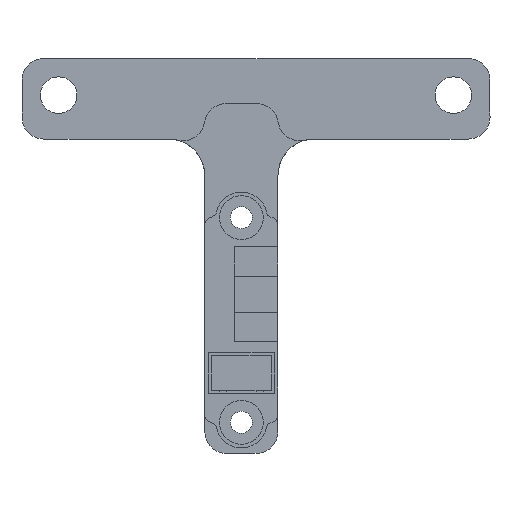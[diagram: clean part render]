
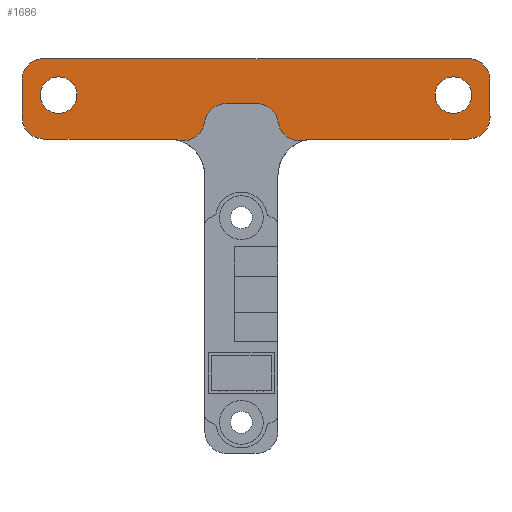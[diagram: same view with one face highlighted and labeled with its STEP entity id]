
A CAD part, left-side view. The second image highlights one B-rep face of the part: STEP entity #1686.
In plain terms, the highlighted planar face has unit normal (-1, 0, 0).
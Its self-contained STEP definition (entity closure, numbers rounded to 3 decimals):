
#33=FACE_BOUND('',#281,.T.);
#34=FACE_BOUND('',#282,.T.);
#75=PLANE('',#1867);
#174=FACE_OUTER_BOUND('',#280,.T.);
#280=EDGE_LOOP('',(#1496,#1497,#1498,#1499,#1500,#1501,#1502,#1503,#1504,
#1505,#1506,#1507,#1508,#1509,#1510,#1511));
#281=EDGE_LOOP('',(#1512));
#282=EDGE_LOOP('',(#1513));
#429=LINE('',#2818,#583);
#433=LINE('',#2835,#587);
#434=LINE('',#2839,#588);
#435=LINE('',#2843,#589);
#436=LINE('',#2847,#590);
#437=LINE('',#2851,#591);
#583=VECTOR('',#2316,10.);
#587=VECTOR('',#2336,10.);
#588=VECTOR('',#2339,10.);
#589=VECTOR('',#2342,10.);
#590=VECTOR('',#2345,10.);
#591=VECTOR('',#2348,10.);
#678=CIRCLE('',#1859,3.);
#679=CIRCLE('',#1862,3.);
#680=CIRCLE('',#1864,3.);
#681=CIRCLE('',#1866,3.);
#682=CIRCLE('',#1868,5.);
#683=CIRCLE('',#1869,3.);
#684=CIRCLE('',#1870,3.);
#685=CIRCLE('',#1871,3.);
#686=CIRCLE('',#1872,3.);
#687=CIRCLE('',#1873,5.);
#688=CIRCLE('',#1874,2.5);
#689=CIRCLE('',#1875,2.5);
#832=VERTEX_POINT('',#2810);
#833=VERTEX_POINT('',#2811);
#834=VERTEX_POINT('',#2816);
#835=VERTEX_POINT('',#2820);
#836=VERTEX_POINT('',#2824);
#837=VERTEX_POINT('',#2828);
#838=VERTEX_POINT('',#2832);
#839=VERTEX_POINT('',#2834);
#840=VERTEX_POINT('',#2836);
#841=VERTEX_POINT('',#2838);
#842=VERTEX_POINT('',#2840);
#843=VERTEX_POINT('',#2842);
#844=VERTEX_POINT('',#2844);
#845=VERTEX_POINT('',#2846);
#846=VERTEX_POINT('',#2848);
#847=VERTEX_POINT('',#2850);
#848=VERTEX_POINT('',#2853);
#849=VERTEX_POINT('',#2855);
#1054=EDGE_CURVE('',#832,#833,#678,.F.);
#1058=EDGE_CURVE('',#833,#834,#429,.T.);
#1059=EDGE_CURVE('',#832,#835,#679,.T.);
#1062=EDGE_CURVE('',#834,#836,#680,.F.);
#1064=EDGE_CURVE('',#837,#836,#681,.T.);
#1065=EDGE_CURVE('',#838,#837,#682,.T.);
#1066=EDGE_CURVE('',#838,#839,#433,.T.);
#1067=EDGE_CURVE('',#840,#839,#683,.T.);
#1068=EDGE_CURVE('',#841,#840,#434,.T.);
#1069=EDGE_CURVE('',#842,#841,#684,.T.);
#1070=EDGE_CURVE('',#843,#842,#435,.T.);
#1071=EDGE_CURVE('',#844,#843,#685,.T.);
#1072=EDGE_CURVE('',#845,#844,#436,.T.);
#1073=EDGE_CURVE('',#846,#845,#686,.T.);
#1074=EDGE_CURVE('',#846,#847,#437,.T.);
#1075=EDGE_CURVE('',#835,#847,#687,.T.);
#1076=EDGE_CURVE('',#848,#848,#688,.T.);
#1077=EDGE_CURVE('',#849,#849,#689,.T.);
#1496=ORIENTED_EDGE('',*,*,#1064,.F.);
#1497=ORIENTED_EDGE('',*,*,#1065,.F.);
#1498=ORIENTED_EDGE('',*,*,#1066,.T.);
#1499=ORIENTED_EDGE('',*,*,#1067,.F.);
#1500=ORIENTED_EDGE('',*,*,#1068,.F.);
#1501=ORIENTED_EDGE('',*,*,#1069,.F.);
#1502=ORIENTED_EDGE('',*,*,#1070,.F.);
#1503=ORIENTED_EDGE('',*,*,#1071,.F.);
#1504=ORIENTED_EDGE('',*,*,#1072,.F.);
#1505=ORIENTED_EDGE('',*,*,#1073,.F.);
#1506=ORIENTED_EDGE('',*,*,#1074,.T.);
#1507=ORIENTED_EDGE('',*,*,#1075,.F.);
#1508=ORIENTED_EDGE('',*,*,#1059,.F.);
#1509=ORIENTED_EDGE('',*,*,#1054,.T.);
#1510=ORIENTED_EDGE('',*,*,#1058,.T.);
#1511=ORIENTED_EDGE('',*,*,#1062,.T.);
#1512=ORIENTED_EDGE('',*,*,#1076,.T.);
#1513=ORIENTED_EDGE('',*,*,#1077,.T.);
#1686=ADVANCED_FACE('',(#174,#33,#34),#75,.F.);
#1859=AXIS2_PLACEMENT_3D('',#2812,#2309,#2310);
#1862=AXIS2_PLACEMENT_3D('',#2821,#2319,#2320);
#1864=AXIS2_PLACEMENT_3D('',#2826,#2325,#2326);
#1866=AXIS2_PLACEMENT_3D('',#2830,#2330,#2331);
#1867=AXIS2_PLACEMENT_3D('',#2831,#2332,#2333);
#1868=AXIS2_PLACEMENT_3D('',#2833,#2334,#2335);
#1869=AXIS2_PLACEMENT_3D('',#2837,#2337,#2338);
#1870=AXIS2_PLACEMENT_3D('',#2841,#2340,#2341);
#1871=AXIS2_PLACEMENT_3D('',#2845,#2343,#2344);
#1872=AXIS2_PLACEMENT_3D('',#2849,#2346,#2347);
#1873=AXIS2_PLACEMENT_3D('',#2852,#2349,#2350);
#1874=AXIS2_PLACEMENT_3D('',#2854,#2351,#2352);
#1875=AXIS2_PLACEMENT_3D('',#2856,#2353,#2354);
#2309=DIRECTION('center_axis',(-1.,0.,0.));
#2310=DIRECTION('ref_axis',(0.,0.,-1.));
#2316=DIRECTION('',(0.,-1.,0.));
#2319=DIRECTION('center_axis',(1.,0.,0.));
#2320=DIRECTION('ref_axis',(0.,-0.612,-0.791));
#2325=DIRECTION('center_axis',(-1.,0.,0.));
#2326=DIRECTION('ref_axis',(0.,0.,-1.));
#2330=DIRECTION('center_axis',(1.,0.,0.));
#2331=DIRECTION('ref_axis',(0.,0.612,-0.791));
#2332=DIRECTION('center_axis',(1.,0.,0.));
#2333=DIRECTION('ref_axis',(0.,0.,
1.));
#2334=DIRECTION('center_axis',(-1.,0.,0.));
#2335=DIRECTION('ref_axis',(0.,0.707,0.707));
#2336=DIRECTION('',(0.,-1.,0.));
#2337=DIRECTION('center_axis',(1.,0.,0.));
#2338=DIRECTION('ref_axis',(0.,-0.707,-0.707));
#2339=DIRECTION('',(0.,0.,-1.));
#2340=DIRECTION('center_axis',(1.,0.,0.));
#2341=DIRECTION('ref_axis',(0.,-0.707,0.707));
#2342=DIRECTION('',(0.,-1.,0.));
#2343=DIRECTION('center_axis',(1.,0.,0.));
#2344=DIRECTION('ref_axis',(0.,0.707,0.707));
#2345=DIRECTION('',(0.,0.,1.));
#2346=DIRECTION('center_axis',(1.,0.,0.));
#2347=DIRECTION('ref_axis',(0.,0.707,-0.707));
#2348=DIRECTION('',(0.,-1.,0.));
#2349=DIRECTION('center_axis',(-1.,0.,0.));
#2350=DIRECTION('ref_axis',(0.,-0.707,0.707));
#2351=DIRECTION('center_axis',(1.,0.,0.));
#2352=DIRECTION('ref_axis',(0.,0.,
1.));
#2353=DIRECTION('center_axis',(1.,0.,0.));
#2354=DIRECTION('ref_axis',(0.,0.,
1.));
#2810=CARTESIAN_POINT('',(39.839,7.167,4.521));
#2811=CARTESIAN_POINT('',(39.839,4.201,7.068));
#2812=CARTESIAN_POINT('Origin',(39.839,4.201,4.068));
#2816=CARTESIAN_POINT('',(39.839,0.063,7.068));
#2818=CARTESIAN_POINT('',(39.839,1.566,7.068));
#2820=CARTESIAN_POINT('',(39.839,10.882,2.069));
#2821=CARTESIAN_POINT('Origin',(39.839,10.132,4.974));
#2824=CARTESIAN_POINT('',(39.839,-2.902,4.521));
#2826=CARTESIAN_POINT('Origin',(39.839,0.063,4.068));
#2828=CARTESIAN_POINT('',(39.839,-6.618,2.069));
#2830=CARTESIAN_POINT('Origin',(39.839,-5.868,4.974));
#2831=CARTESIAN_POINT('Origin',(39.839,-3.868,-8.272));
#2832=CARTESIAN_POINT('',(39.839,-7.868,2.228));
#2833=CARTESIAN_POINT('Origin',(39.839,-7.868,-2.772));
#2834=CARTESIAN_POINT('',(39.839,-28.868,2.228));
#2835=CARTESIAN_POINT('',(39.839,-17.868,2.228));
#2836=CARTESIAN_POINT('',(39.839,-31.868,5.228));
#2837=CARTESIAN_POINT('Origin',(39.839,-28.868,5.228));
#2838=CARTESIAN_POINT('',(39.839,-31.868,10.228));
#2839=CARTESIAN_POINT('',(39.839,-31.868,13.228));
#2840=CARTESIAN_POINT('',(39.839,-28.868,13.228));
#2841=CARTESIAN_POINT('Origin',(39.839,-28.868,10.228));
#2842=CARTESIAN_POINT('',(39.839,29.132,13.228));
#2843=CARTESIAN_POINT('',(39.839,32.132,13.228));
#2844=CARTESIAN_POINT('',(39.839,32.132,10.228));
#2845=CARTESIAN_POINT('Origin',(39.839,29.132,10.228));
#2846=CARTESIAN_POINT('',(39.839,32.132,5.228));
#2847=CARTESIAN_POINT('',(39.839,32.132,-35.772));
#2848=CARTESIAN_POINT('',(39.839,29.132,2.228));
#2849=CARTESIAN_POINT('Origin',(39.839,29.132,5.228));
#2850=CARTESIAN_POINT('',(39.839,12.132,2.228));
#2851=CARTESIAN_POINT('',(39.839,2.132,2.228));
#2852=CARTESIAN_POINT('Origin',(39.839,12.132,-2.772));
#2853=CARTESIAN_POINT('',(39.839,-26.868,5.728));
#2854=CARTESIAN_POINT('Origin',(39.839,-26.868,8.228));
#2855=CARTESIAN_POINT('',(39.839,27.132,5.728));
#2856=CARTESIAN_POINT('Origin',(39.839,27.132,8.228));
